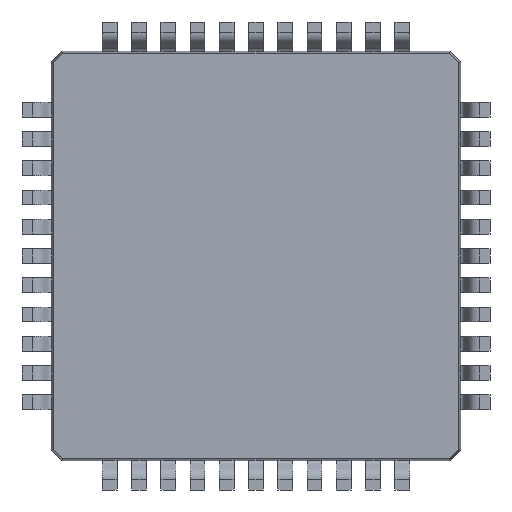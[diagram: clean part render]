
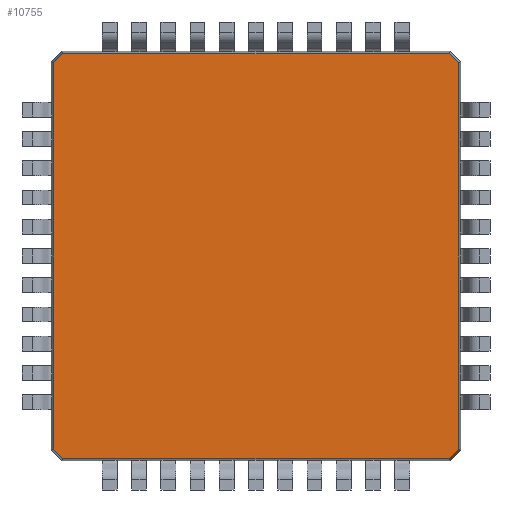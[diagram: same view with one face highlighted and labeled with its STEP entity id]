
A CAD part, front view. The second image highlights one B-rep face of the part: STEP entity #10755.
In plain terms, the highlighted planar face has unit normal (0, -1, 0).
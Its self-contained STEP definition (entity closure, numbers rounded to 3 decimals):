
#58 = VERTEX_POINT ( 'NONE', #13858 ) ;
#59 = EDGE_CURVE ( 'NONE', #64, #58, #13857, .T. ) ;
#64 = VERTEX_POINT ( 'NONE', #13848 ) ;
#7457 = VERTEX_POINT ( 'NONE', #14108 ) ;
#7459 = EDGE_CURVE ( 'NONE', #7457, #7460, #14107, .T. ) ;
#7460 = VERTEX_POINT ( 'NONE', #14103 ) ;
#7770 = VERTEX_POINT ( 'NONE', #14770 ) ;
#7772 = EDGE_CURVE ( 'NONE', #7770, #7773, #14769, .T. ) ;
#7773 = VERTEX_POINT ( 'NONE', #14765 ) ;
#10555 = VERTEX_POINT ( 'NONE', #15377 ) ;
#10557 = EDGE_CURVE ( 'NONE', #10555, #64, #15376, .T. ) ;
#10612 = EDGE_CURVE ( 'NONE', #10639, #10555, #15476, .T. ) ;
#10639 = VERTEX_POINT ( 'NONE', #15493 ) ;
#10734 = ORIENTED_EDGE ( 'NONE', *, *, #10557, .F. ) ;
#10735 = ORIENTED_EDGE ( 'NONE', *, *, #10612, .F. ) ;
#10736 = ORIENTED_EDGE ( 'NONE', *, *, #10760, .F. ) ;
#10737 = ORIENTED_EDGE ( 'NONE', *, *, #7772, .F. ) ;
#10738 = ORIENTED_EDGE ( 'NONE', *, *, #10768, .F. ) ;
#10739 = ORIENTED_EDGE ( 'NONE', *, *, #7459, .F. ) ;
#10740 = ORIENTED_EDGE ( 'NONE', *, *, #10753, .F. ) ;
#10753 = EDGE_CURVE ( 'NONE', #58, #7457, #15679, .T. ) ;
#10755 = ADVANCED_FACE ( 'NONE', ( #15675 ), #15673, .T. ) ;
#10756 = EDGE_LOOP ( 'NONE', ( #10757, #10734, #10735, #10736, #10737, #10738, #10739, #10740 ) ) ;
#10757 = ORIENTED_EDGE ( 'NONE', *, *, #59, .F. ) ;
#10760 = EDGE_CURVE ( 'NONE', #7773, #10639, #15674, .T. ) ;
#10768 = EDGE_CURVE ( 'NONE', #7460, #7770, #15719, .T. ) ;
#13848 = CARTESIAN_POINT ( 'NONE',  ( -6.912, 0.2, -6.603 ) ) ;
#13854 = DIRECTION ( 'NONE',  ( 0., 0., 1. ) ) ;
#13855 = VECTOR ( 'NONE', #13854, 1000. ) ;
#13856 = CARTESIAN_POINT ( 'NONE',  ( -6.912, 0.2, 6.64 ) ) ;
#13857 = LINE ( 'NONE', #13856, #13855 ) ;
#13858 = CARTESIAN_POINT ( 'NONE',  ( -6.912, 0.2, 6.603 ) ) ;
#14103 = CARTESIAN_POINT ( 'NONE',  ( 6.603, 0.2, 6.912 ) ) ;
#14104 = DIRECTION ( 'NONE',  ( 1., 0., 0. ) ) ;
#14105 = VECTOR ( 'NONE', #14104, 1000. ) ;
#14106 = CARTESIAN_POINT ( 'NONE',  ( -6.64, 0.2, 6.912 ) ) ;
#14107 = LINE ( 'NONE', #14106, #14105 ) ;
#14108 = CARTESIAN_POINT ( 'NONE',  ( -6.603, 0.2, 6.912 ) ) ;
#14765 = CARTESIAN_POINT ( 'NONE',  ( 6.912, 0.2, -6.603 ) ) ;
#14766 = DIRECTION ( 'NONE',  ( 0., 0., -1. ) ) ;
#14767 = VECTOR ( 'NONE', #14766, 1000. ) ;
#14768 = CARTESIAN_POINT ( 'NONE',  ( 6.912, 0.2, 6.64 ) ) ;
#14769 = LINE ( 'NONE', #14768, #14767 ) ;
#14770 = CARTESIAN_POINT ( 'NONE',  ( 6.912, 0.2, 6.603 ) ) ;
#15373 = DIRECTION ( 'NONE',  ( -0.707, 0., 0.707 ) ) ;
#15374 = VECTOR ( 'NONE', #15373, 1000. ) ;
#15375 = CARTESIAN_POINT ( 'NONE',  ( -6.938, 0.2, -6.578 ) ) ;
#15376 = LINE ( 'NONE', #15375, #15374 ) ;
#15377 = CARTESIAN_POINT ( 'NONE',  ( -6.603, 0.2, -6.912 ) ) ;
#15473 = DIRECTION ( 'NONE',  ( -1., 0., 0. ) ) ;
#15474 = VECTOR ( 'NONE', #15473, 1000. ) ;
#15475 = CARTESIAN_POINT ( 'NONE',  ( -6.64, 0.2, -6.912 ) ) ;
#15476 = LINE ( 'NONE', #15475, #15474 ) ;
#15493 = CARTESIAN_POINT ( 'NONE',  ( 6.603, 0.2, -6.912 ) ) ;
#15667 = VECTOR ( 'NONE', #15730, 1000. ) ;
#15668 = CARTESIAN_POINT ( 'NONE',  ( 6.578, 0.2, -6.938 ) ) ;
#15669 = DIRECTION ( 'NONE',  ( 0., 0., -1. ) ) ;
#15670 = DIRECTION ( 'NONE',  ( 0., -1., 0. ) ) ;
#15671 = CARTESIAN_POINT ( 'NONE',  ( -7., 0.2, -7. ) ) ;
#15672 = AXIS2_PLACEMENT_3D ( 'NONE', #15671, #15670, #15669 ) ;
#15673 = PLANE ( 'NONE',  #15672 ) ;
#15674 = LINE ( 'NONE', #15668, #15667 ) ;
#15675 = FACE_OUTER_BOUND ( 'NONE', #10756, .T. ) ;
#15676 = DIRECTION ( 'NONE',  ( 0.707, 0., 0.707 ) ) ;
#15677 = VECTOR ( 'NONE', #15676, 1000. ) ;
#15678 = CARTESIAN_POINT ( 'NONE',  ( -6.938, 0.2, 6.578 ) ) ;
#15679 = LINE ( 'NONE', #15678, #15677 ) ;
#15716 = DIRECTION ( 'NONE',  ( 0.707, 0., -0.707 ) ) ;
#15717 = VECTOR ( 'NONE', #15716, 1000. ) ;
#15718 = CARTESIAN_POINT ( 'NONE',  ( 6.578, 0.2, 6.938 ) ) ;
#15719 = LINE ( 'NONE', #15718, #15717 ) ;
#15730 = DIRECTION ( 'NONE',  ( -0.707, 0., -0.707 ) ) ;
